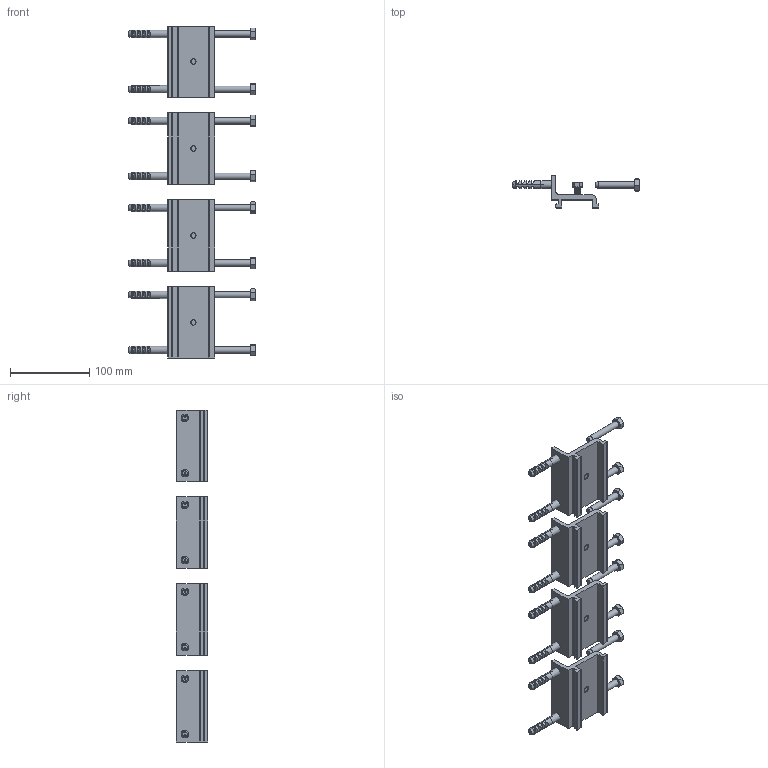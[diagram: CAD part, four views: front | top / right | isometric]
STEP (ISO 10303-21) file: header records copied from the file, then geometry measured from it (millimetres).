
FILE_DESCRIPTION(/* description */ (''),/* implementation_level */ '2;1');
FILE_NAME(/* name */ 'GJ10530B.stp',/* time_stamp */ '2019-08-23T11:09:41+02:00',/* author */ ('WG'),/* organization */ (''),/* preprocessor_version */ 'ST-DEVELOPER v17.2',/* originating_system */ 'Autodesk Inventor 2019',/* authorisation */ '');
FILE_SCHEMA (('AUTOMOTIVE_DESIGN { 1 0 10303 214 3 1 1 }'));
Length unit declared in the file: millimetre
Products named in the file (6): GJ10530B; 10053; 17116; vis TH M8x16; ISO 1479 - ST 8 x 50 - F; 05014
Assembly tree (22 placements, depth 3):
  GJ10530B
    10053  x4
      17116
      vis TH M8x16
    ISO 1479 - ST 8 x 50 - F  x8
    05014  x8
Bounding box: 160.4 x 40 x 420 mm (x, y, z)
Volume: 248318.1 mm3; surface area: 125019.4 mm2
Topology: 24 solids, 28 shells, 1104 faces, 3072 edges, 2056 vertices
Faces by surface type: plane 432, cylinder 364, cone 144, bspline 108, torus 56
Full cylindrical faces by diameter (mm): 6.647 x4, 7.596 x8, 8 x12, 8.5 x8, 9.476 x8
Entity records: 14998 total; most frequent: CARTESIAN_POINT 10438, ORIENTED_EDGE 992, DIRECTION 783, EDGE_CURVE 496, VERTEX_POINT 333, AXIS2_PLACEMENT_3D 307, EDGE_LOOP 191, FACE_OUTER_BOUND 177
